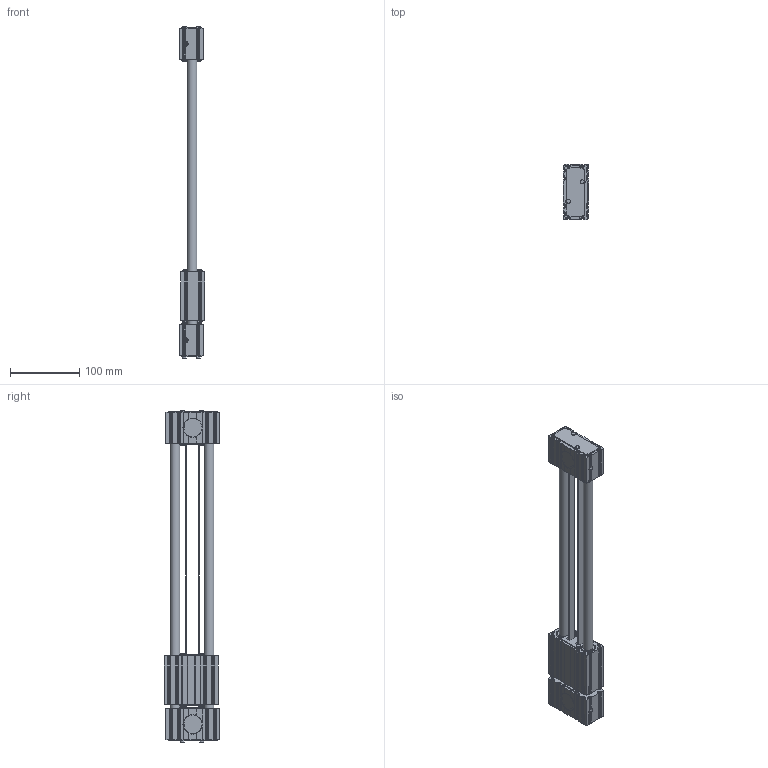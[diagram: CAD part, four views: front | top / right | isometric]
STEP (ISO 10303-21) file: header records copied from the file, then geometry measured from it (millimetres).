
FILE_DESCRIPTION(/* description */ ('STEP AP214'),/* implementation_level */ '2;1');
FILE_NAME(/* name */ '8083772_ELGR-TB-35-300-0H',/* time_stamp */ '2024-08-27T19:54:51+02:00',/* author */ ('License CC BY-ND 4.0'),/* organization */ ('CADENAS'),/* preprocessor_version */ 'ST-DEVELOPER v19.3',/* originating_system */ 'PARTsolutions',/* authorisation */ ' ');
FILE_SCHEMA (('AUTOMOTIVE_DESIGN {1 0 10303 214 3 1 1}'));
Length unit declared in the file: millimetre
Products named in the file (4): 8083772 ELGR-TB-35-300-0H---(0); 732019 ELGR-TB-35-300-0H---G; 716451 DGC-50-TB; 732005 ELGR---(SK_-)
Assembly tree (5 placements, depth 2):
  8083772 ELGR-TB-35-300-0H---(0)
    732019 ELGR-TB-35-300-0H---G
    716451 DGC-50-TB  x3
    732005 ELGR---(SK_-)
Bounding box: 37 x 80 x 478 mm (x, y, z)
Volume: 444030.4 mm3; surface area: 161121.5 mm2
Topology: 5 solids, 11 shells, 1363 faces, 3843 edges, 2535 vertices
Faces by surface type: plane 687, cylinder 613, cone 55, torus 8
Full cylindrical faces by diameter (mm): 3.2 x4, 3.6 x4, 5.5 x12, 7 x8, 8 x6, 14 x6, 15 x4, 17.96 x2, 18 x2, 20 x4, 21 x8, 22 x2, 27 x4
Entity records: 52479 total; most frequent: CARTESIAN_POINT 7853, DIRECTION 7546, ORIENTED_EDGE 7266, EDGE_CURVE 3633, AXIS2_PLACEMENT_3D 2682, VERTEX_POINT 2465, LINE 2182, VECTOR 2182
